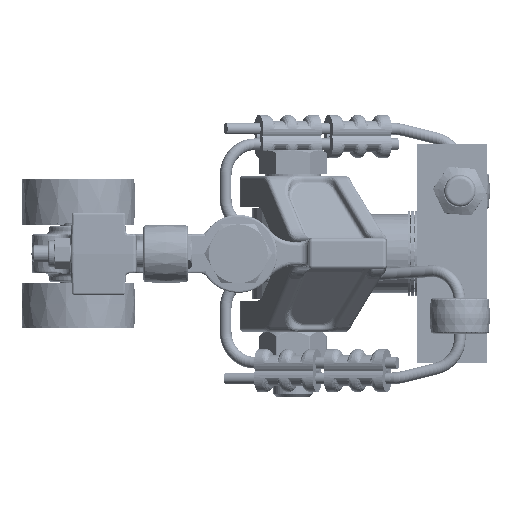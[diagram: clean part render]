
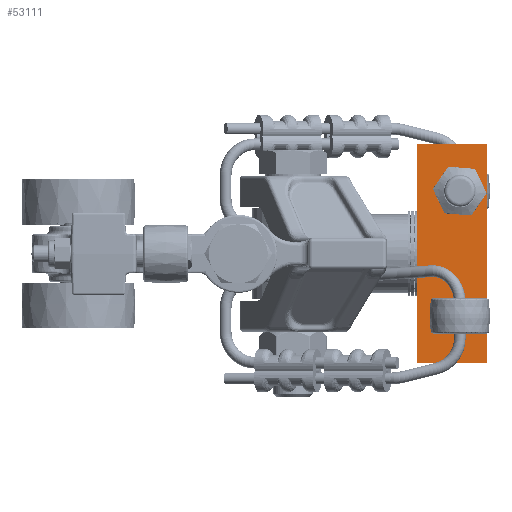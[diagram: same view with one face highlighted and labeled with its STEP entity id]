
A CAD part, left-side view. The second image highlights one B-rep face of the part: STEP entity #53111.
In plain terms, the highlighted face is planar.
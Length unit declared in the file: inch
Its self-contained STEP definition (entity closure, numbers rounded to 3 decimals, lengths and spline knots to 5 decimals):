
#52903=CARTESIAN_POINT('',(3.03125,0.4375,1.21875));
#52904=VERTEX_POINT('',#52903);
#52905=CARTESIAN_POINT('',(2.75,0.4375,1.21875));
#52906=DIRECTION('',(0.0,0.0,-1.0));
#52907=DIRECTION('',(1.0,0.0,0.0));
#52908=AXIS2_PLACEMENT_3D('',#52905,#52906,#52907);
#52909=CIRCLE('',#52908,0.28125);
#52910=EDGE_CURVE('',#52904,#52904,#52909,.T.);
#52934=CARTESIAN_POINT('',(1.03125,0.4375,1.21875));
#52935=VERTEX_POINT('',#52934);
#52936=CARTESIAN_POINT('',(0.75,0.4375,1.21875));
#52937=DIRECTION('',(0.0,0.0,-1.0));
#52938=DIRECTION('',(1.0,0.0,0.0));
#52939=AXIS2_PLACEMENT_3D('',#52936,#52937,#52938);
#52940=CIRCLE('',#52939,0.28125);
#52941=EDGE_CURVE('',#52935,#52935,#52940,.T.);
#52997=CARTESIAN_POINT('',(0.0,0.0,1.21875));
#52998=VERTEX_POINT('',#52997);
#52999=CARTESIAN_POINT('',(0.,1.125,1.21875));
#53000=VERTEX_POINT('',#52999);
#53001=CARTESIAN_POINT('',(0.0,0.0,1.21875));
#53002=DIRECTION('',(0.0,1.0,0.0));
#53003=VECTOR('',#53002,1.125);
#53004=LINE('',#53001,#53003);
#53005=EDGE_CURVE('',#52998,#53000,#53004,.T.);
#53028=CARTESIAN_POINT('',(3.5,1.125,1.21875));
#53029=VERTEX_POINT('',#53028);
#53030=CARTESIAN_POINT('',(0.0,1.125,1.21875));
#53031=DIRECTION('',(1.0,0.0,0.0));
#53032=VECTOR('',#53031,3.5);
#53033=LINE('',#53030,#53032);
#53034=EDGE_CURVE('',#53000,#53029,#53033,.T.);
#53055=CARTESIAN_POINT('',(3.5,0.0,1.21875));
#53056=VERTEX_POINT('',#53055);
#53057=CARTESIAN_POINT('',(3.5,1.125,1.21875));
#53058=DIRECTION('',(0.0,-1.0,0.0));
#53059=VECTOR('',#53058,1.125);
#53060=LINE('',#53057,#53059);
#53061=EDGE_CURVE('',#53029,#53056,#53060,.T.);
#53079=CARTESIAN_POINT('',(3.5,0.0,1.21875));
#53080=DIRECTION('',(-1.0,0.0,0.0));
#53081=VECTOR('',#53080,3.5);
#53082=LINE('',#53079,#53081);
#53083=EDGE_CURVE('',#53056,#52998,#53082,.T.);
#53094=CARTESIAN_POINT('',(1.75,0.5625,1.21875));
#53095=DIRECTION('',(0.0,0.0,1.0));
#53096=DIRECTION('',(1.0,0.0,0.0));
#53097=AXIS2_PLACEMENT_3D('',#53094,#53095,#53096);
#53098=PLANE('',#53097);
#53099=ORIENTED_EDGE('',*,*,#53005,.F.);
#53100=ORIENTED_EDGE('',*,*,#53083,.F.);
#53101=ORIENTED_EDGE('',*,*,#53061,.F.);
#53102=ORIENTED_EDGE('',*,*,#53034,.F.);
#53103=EDGE_LOOP('',(#53099,#53100,#53101,#53102));
#53104=FACE_OUTER_BOUND('',#53103,.T.);
#53105=ORIENTED_EDGE('',*,*,#52910,.T.);
#53106=EDGE_LOOP('',(#53105));
#53107=FACE_BOUND('',#53106,.T.);
#53108=ORIENTED_EDGE('',*,*,#52941,.T.);
#53109=EDGE_LOOP('',(#53108));
#53110=FACE_BOUND('',#53109,.T.);
#53111=ADVANCED_FACE('',(#53104,#53107,#53110),#53098,.T.);
